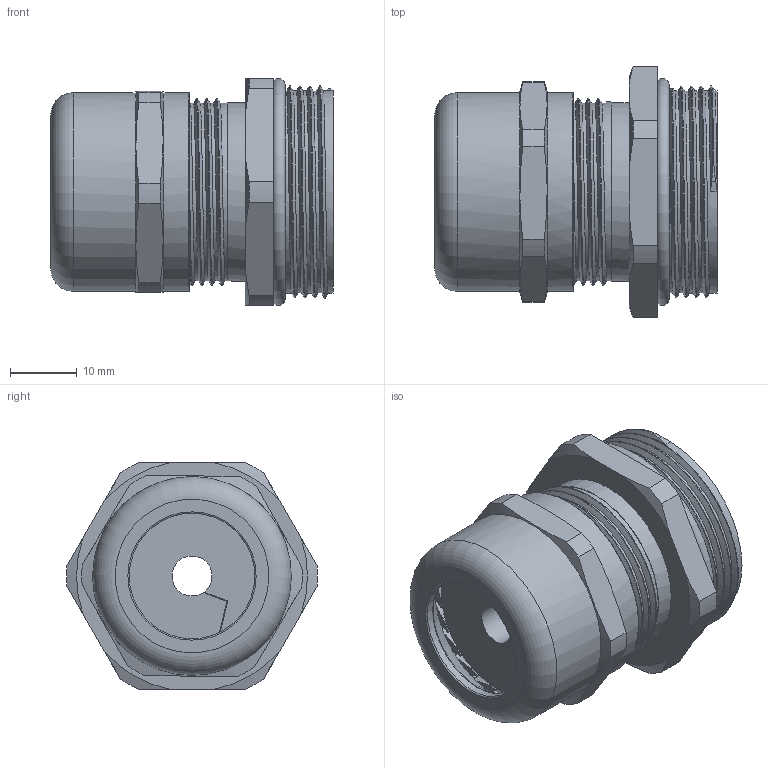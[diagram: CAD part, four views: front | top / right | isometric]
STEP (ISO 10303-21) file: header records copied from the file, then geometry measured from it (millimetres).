
FILE_DESCRIPTION(/* description */ ('Euro-Top-Connect M32 mit Diri'),/* implementation_level */ '2;1');
FILE_NAME(/* name */ '60580532-RST.stp',/* time_stamp */ '2020-01-06T15:32:37+01:00',/* author */ ('sl'),/* organization */ (''),/* preprocessor_version */ 'ST-DEVELOPER v16.5',/* originating_system */ 'Autodesk Inventor 2017',/* authorisation */ '');
FILE_SCHEMA (('AUTOMOTIVE_DESIGN { 1 0 10303 214 3 1 1 }'));
Length unit declared in the file: millimetre
Products named in the file (6): 60580532; Dichteinsatz-02-BT-0001-05621600; 60080532; 60080532_1; 60080532_2; 60080532_3
Assembly tree (5 placements, depth 2):
  60580532
    Dichteinsatz-02-BT-0001-05621600
    60080532
    60080532_1
    60080532_2
    60080532_3
Bounding box: 42.31 x 37.59 x 34 mm (x, y, z)
Volume: 17075.6 mm3; surface area: 17957.9 mm2
Topology: 5 solids, 5 shells, 285 faces, 781 edges, 510 vertices
Faces by surface type: plane 116, cylinder 116, torus 26, cone 21, bspline 6
Full cylindrical faces by diameter (mm): 18.73 x1, 18.82 x1, 20.37 x1, 22.2 x1, 22.99 x1, 24.15 x1, 24.22 x1, 25.21 x1, 26.5 x1, 26.55 x1, 26.69 x1, 26.85 x9, 28.372 x9, 29.75 x2, 29.92 x1
Entity records: 12142 total; most frequent: CARTESIAN_POINT 5319, DIRECTION 1454, ORIENTED_EDGE 1376, EDGE_CURVE 688, AXIS2_PLACEMENT_3D 588, VERTEX_POINT 465, CIRCLE 316, EDGE_LOOP 309
